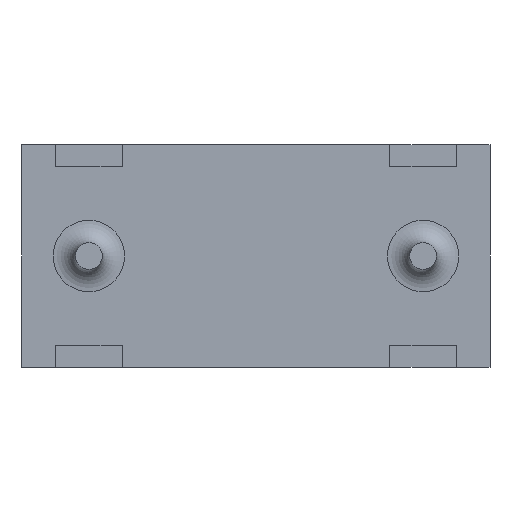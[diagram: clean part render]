
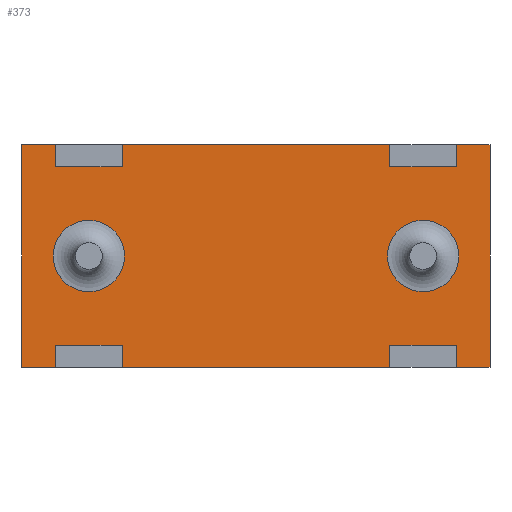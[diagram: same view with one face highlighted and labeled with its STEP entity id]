
A CAD part, front view. The second image highlights one B-rep face of the part: STEP entity #373.
In plain terms, the highlighted planar face has unit normal (0, -1, 0).
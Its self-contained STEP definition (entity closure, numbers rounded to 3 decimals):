
#373 = ADVANCED_FACE( '', ( #926, #927, #928 ), #929, .F. );
#926 = FACE_BOUND( '', #1672, .T. );
#927 = FACE_BOUND( '', #1673, .T. );
#928 = FACE_OUTER_BOUND( '', #1674, .T. );
#929 = PLANE( '', #1675 );
#1672 = EDGE_LOOP( '', ( #3061 ) );
#1673 = EDGE_LOOP( '', ( #3062 ) );
#1674 = EDGE_LOOP( '', ( #3063, #3064, #3065, #3066, #3067, #3068, #3069, #3070, #3071, #3072, #3073, #3074, #3075, #3076, #3077, #3078, #3079, #3080, #3081, #3082 ) );
#1675 = AXIS2_PLACEMENT_3D( '', #3083, #3084, #3085 );
#3061 = ORIENTED_EDGE( '', *, *, #5308, .T. );
#3062 = ORIENTED_EDGE( '', *, *, #5042, .T. );
#3063 = ORIENTED_EDGE( '', *, *, #5019, .F. );
#3064 = ORIENTED_EDGE( '', *, *, #5309, .T. );
#3065 = ORIENTED_EDGE( '', *, *, #5310, .F. );
#3066 = ORIENTED_EDGE( '', *, *, #5311, .F. );
#3067 = ORIENTED_EDGE( '', *, *, #4945, .T. );
#3068 = ORIENTED_EDGE( '', *, *, #5312, .T. );
#3069 = ORIENTED_EDGE( '', *, *, #5154, .T. );
#3070 = ORIENTED_EDGE( '', *, *, #5313, .F. );
#3071 = ORIENTED_EDGE( '', *, *, #5000, .T. );
#3072 = ORIENTED_EDGE( '', *, *, #5314, .T. );
#3073 = ORIENTED_EDGE( '', *, *, #5315, .T. );
#3074 = ORIENTED_EDGE( '', *, *, #5316, .F. );
#3075 = ORIENTED_EDGE( '', *, *, #5317, .T. );
#3076 = ORIENTED_EDGE( '', *, *, #5318, .T. );
#3077 = ORIENTED_EDGE( '', *, *, #5319, .F. );
#3078 = ORIENTED_EDGE( '', *, *, #5320, .F. );
#3079 = ORIENTED_EDGE( '', *, *, #5321, .F. );
#3080 = ORIENTED_EDGE( '', *, *, #5322, .T. );
#3081 = ORIENTED_EDGE( '', *, *, #5323, .F. );
#3082 = ORIENTED_EDGE( '', *, *, #5324, .F. );
#3083 = CARTESIAN_POINT( '', ( -5.25, -5.35, 2.5 ) );
#3084 = DIRECTION( '', ( 0., 1., 0. ) );
#3085 = DIRECTION( '', ( -1., 0., 0. ) );
#4945 = EDGE_CURVE( '', #5732, #5733, #5734, .T. );
#5000 = EDGE_CURVE( '', #5830, #5831, #5832, .T. );
#5019 = EDGE_CURVE( '', #5865, #5866, #5867, .T. );
#5042 = EDGE_CURVE( '', #5905, #5905, #5906, .T. );
#5154 = EDGE_CURVE( '', #6095, #6096, #6097, .T. );
#5308 = EDGE_CURVE( '', #6357, #6357, #6358, .T. );
#5309 = EDGE_CURVE( '', #5865, #6359, #6360, .T. );
#5310 = EDGE_CURVE( '', #6361, #6359, #6362, .T. );
#5311 = EDGE_CURVE( '', #5732, #6361, #6363, .T. );
#5312 = EDGE_CURVE( '', #5733, #6095, #6364, .T. );
#5313 = EDGE_CURVE( '', #5830, #6096, #6365, .T. );
#5314 = EDGE_CURVE( '', #5831, #6366, #6367, .T. );
#5315 = EDGE_CURVE( '', #6366, #6368, #6369, .T. );
#5316 = EDGE_CURVE( '', #6370, #6368, #6371, .T. );
#5317 = EDGE_CURVE( '', #6370, #6372, #6373, .T. );
#5318 = EDGE_CURVE( '', #6372, #6374, #6375, .T. );
#5319 = EDGE_CURVE( '', #6376, #6374, #6377, .T. );
#5320 = EDGE_CURVE( '', #6378, #6376, #6379, .T. );
#5321 = EDGE_CURVE( '', #6380, #6378, #6381, .T. );
#5322 = EDGE_CURVE( '', #6380, #6382, #6383, .T. );
#5323 = EDGE_CURVE( '', #6384, #6382, #6385, .T. );
#5324 = EDGE_CURVE( '', #5866, #6384, #6386, .T. );
#5732 = VERTEX_POINT( '', #6899 );
#5733 = VERTEX_POINT( '', #6900 );
#5734 = LINE( '', #6901, #6902 );
#5830 = VERTEX_POINT( '', #7173 );
#5831 = VERTEX_POINT( '', #7174 );
#5832 = LINE( '', #7175, #7176 );
#5865 = VERTEX_POINT( '', #7224 );
#5866 = VERTEX_POINT( '', #7225 );
#5867 = LINE( '', #7226, #7227 );
#5905 = VERTEX_POINT( '', #7340 );
#5906 = CIRCLE( '', #7341, 0.8 );
#6095 = VERTEX_POINT( '', #7869 );
#6096 = VERTEX_POINT( '', #7870 );
#6097 = LINE( '', #7871, #7872 );
#6357 = VERTEX_POINT( '', #8723 );
#6358 = CIRCLE( '', #8724, 0.8 );
#6359 = VERTEX_POINT( '', #8725 );
#6360 = LINE( '', #8726, #8727 );
#6361 = VERTEX_POINT( '', #8728 );
#6362 = LINE( '', #8729, #8730 );
#6363 = LINE( '', #8731, #8732 );
#6364 = LINE( '', #8733, #8734 );
#6365 = LINE( '', #8735, #8736 );
#6366 = VERTEX_POINT( '', #8737 );
#6367 = LINE( '', #8738, #8739 );
#6368 = VERTEX_POINT( '', #8740 );
#6369 = LINE( '', #8741, #8742 );
#6370 = VERTEX_POINT( '', #8743 );
#6371 = LINE( '', #8744, #8745 );
#6372 = VERTEX_POINT( '', #8746 );
#6373 = LINE( '', #8747, #8748 );
#6374 = VERTEX_POINT( '', #8749 );
#6375 = LINE( '', #8750, #8751 );
#6376 = VERTEX_POINT( '', #8752 );
#6377 = LINE( '', #8753, #8754 );
#6378 = VERTEX_POINT( '', #8755 );
#6379 = LINE( '', #8756, #8757 );
#6380 = VERTEX_POINT( '', #8758 );
#6381 = LINE( '', #8759, #8760 );
#6382 = VERTEX_POINT( '', #8761 );
#6383 = LINE( '', #8762, #8763 );
#6384 = VERTEX_POINT( '', #8764 );
#6385 = LINE( '', #8765, #8766 );
#6386 = LINE( '', #8767, #8768 );
#6899 = CARTESIAN_POINT( '', ( 4.5, -5.35, 2.5 ) );
#6900 = CARTESIAN_POINT( '', ( 4.5, -5.35, 2. ) );
#6901 = CARTESIAN_POINT( '', ( 4.5, -5.35, 2.5 ) );
#6902 = VECTOR( '', #10139, 1000. );
#7173 = CARTESIAN_POINT( '', ( -3., -5.35, 2.5 ) );
#7174 = CARTESIAN_POINT( '', ( -3., -5.35, 2. ) );
#7175 = CARTESIAN_POINT( '', ( -3., -5.35, 2.5 ) );
#7176 = VECTOR( '', #10163, 1000. );
#7224 = CARTESIAN_POINT( '', ( 4.5, -5.35, -2.5 ) );
#7225 = CARTESIAN_POINT( '', ( 4.5, -5.35, -2. ) );
#7226 = CARTESIAN_POINT( '', ( 4.5, -5.35, -2.5 ) );
#7227 = VECTOR( '', #10170, 1000. );
#7340 = CARTESIAN_POINT( '', ( -4.55, -5.35, 0. ) );
#7341 = AXIS2_PLACEMENT_3D( '', #10185, #10186, #10187 );
#7869 = CARTESIAN_POINT( '', ( 3., -5.35, 2. ) );
#7870 = CARTESIAN_POINT( '', ( 3., -5.35, 2.5 ) );
#7871 = CARTESIAN_POINT( '', ( 3., -5.35, 2. ) );
#7872 = VECTOR( '', #10235, 1000. );
#8723 = CARTESIAN_POINT( '', ( 2.95, -5.35, 0. ) );
#8724 = AXIS2_PLACEMENT_3D( '', #10322, #10323, #10324 );
#8725 = CARTESIAN_POINT( '', ( 5.25, -5.35, -2.5 ) );
#8726 = CARTESIAN_POINT( '', ( -5.25, -5.35, -2.5 ) );
#8727 = VECTOR( '', #10325, 1000. );
#8728 = CARTESIAN_POINT( '', ( 5.25, -5.35, 2.5 ) );
#8729 = CARTESIAN_POINT( '', ( 5.25, -5.35, 2.5 ) );
#8730 = VECTOR( '', #10326, 1000. );
#8731 = CARTESIAN_POINT( '', ( -5.25, -5.35, 2.5 ) );
#8732 = VECTOR( '', #10327, 1000. );
#8733 = CARTESIAN_POINT( '', ( 4.5, -5.35, 2. ) );
#8734 = VECTOR( '', #10328, 1000. );
#8735 = CARTESIAN_POINT( '', ( -5.25, -5.35, 2.5 ) );
#8736 = VECTOR( '', #10329, 1000. );
#8737 = CARTESIAN_POINT( '', ( -4.5, -5.35, 2. ) );
#8738 = CARTESIAN_POINT( '', ( -3., -5.35, 2. ) );
#8739 = VECTOR( '', #10330, 1000. );
#8740 = CARTESIAN_POINT( '', ( -4.5, -5.35, 2.5 ) );
#8741 = CARTESIAN_POINT( '', ( -4.5, -5.35, 2. ) );
#8742 = VECTOR( '', #10331, 1000. );
#8743 = CARTESIAN_POINT( '', ( -5.25, -5.35, 2.5 ) );
#8744 = CARTESIAN_POINT( '', ( -5.25, -5.35, 2.5 ) );
#8745 = VECTOR( '', #10332, 1000. );
#8746 = CARTESIAN_POINT( '', ( -5.25, -5.35, -2.5 ) );
#8747 = CARTESIAN_POINT( '', ( -5.25, -5.35, 2.5 ) );
#8748 = VECTOR( '', #10333, 1000. );
#8749 = CARTESIAN_POINT( '', ( -4.5, -5.35, -2.5 ) );
#8750 = CARTESIAN_POINT( '', ( -5.25, -5.35, -2.5 ) );
#8751 = VECTOR( '', #10334, 1000. );
#8752 = CARTESIAN_POINT( '', ( -4.5, -5.35, -2. ) );
#8753 = CARTESIAN_POINT( '', ( -4.5, -5.35, -2. ) );
#8754 = VECTOR( '', #10335, 1000. );
#8755 = CARTESIAN_POINT( '', ( -3., -5.35, -2. ) );
#8756 = CARTESIAN_POINT( '', ( -3., -5.35, -2. ) );
#8757 = VECTOR( '', #10336, 1000. );
#8758 = CARTESIAN_POINT( '', ( -3., -5.35, -2.5 ) );
#8759 = CARTESIAN_POINT( '', ( -3., -5.35, -2.5 ) );
#8760 = VECTOR( '', #10337, 1000. );
#8761 = CARTESIAN_POINT( '', ( 3., -5.35, -2.5 ) );
#8762 = CARTESIAN_POINT( '', ( -5.25, -5.35, -2.5 ) );
#8763 = VECTOR( '', #10338, 1000. );
#8764 = CARTESIAN_POINT( '', ( 3., -5.35, -2. ) );
#8765 = CARTESIAN_POINT( '', ( 3., -5.35, -2. ) );
#8766 = VECTOR( '', #10339, 1000. );
#8767 = CARTESIAN_POINT( '', ( 4.5, -5.35, -2. ) );
#8768 = VECTOR( '', #10340, 1000. );
#10139 = DIRECTION( '', ( 0., 0., -1. ) );
#10163 = DIRECTION( '', ( 0., 0., -1. ) );
#10170 = DIRECTION( '', ( 0., 0., 1. ) );
#10185 = CARTESIAN_POINT( '', ( -3.75, -5.35, 0. ) );
#10186 = DIRECTION( '', ( 0., 1., 0. ) );
#10187 = DIRECTION( '', ( -1., 0., 0. ) );
#10235 = DIRECTION( '', ( 0., 0., 1. ) );
#10322 = CARTESIAN_POINT( '', ( 3.75, -5.35, 0. ) );
#10323 = DIRECTION( '', ( 0., 1., 0. ) );
#10324 = DIRECTION( '', ( -1., 0., 0. ) );
#10325 = DIRECTION( '', ( 1., 0., 0. ) );
#10326 = DIRECTION( '', ( 0., 0., -1. ) );
#10327 = DIRECTION( '', ( 1., 0., 0. ) );
#10328 = DIRECTION( '', ( -1., 0., 0. ) );
#10329 = DIRECTION( '', ( 1., 0., 0. ) );
#10330 = DIRECTION( '', ( -1., 0., 0. ) );
#10331 = DIRECTION( '', ( 0., 0., 1. ) );
#10332 = DIRECTION( '', ( 1., 0., 0. ) );
#10333 = DIRECTION( '', ( 0., 0., -1. ) );
#10334 = DIRECTION( '', ( 1., 0., 0. ) );
#10335 = DIRECTION( '', ( 0., 0., -1. ) );
#10336 = DIRECTION( '', ( -1., 0., 0. ) );
#10337 = DIRECTION( '', ( 0., 0., 1. ) );
#10338 = DIRECTION( '', ( 1., 0., 0. ) );
#10339 = DIRECTION( '', ( 0., 0., -1. ) );
#10340 = DIRECTION( '', ( -1., 0., 0. ) );
